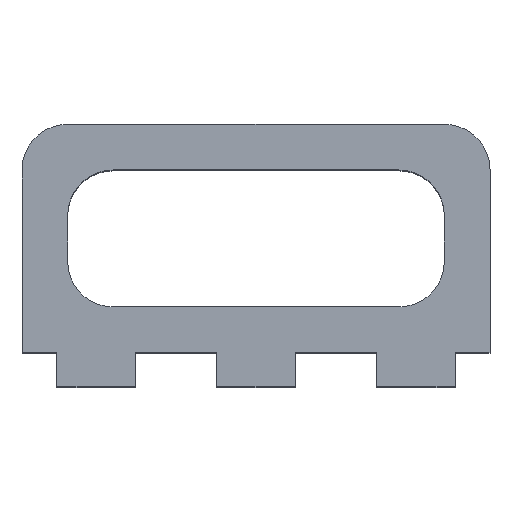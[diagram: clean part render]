
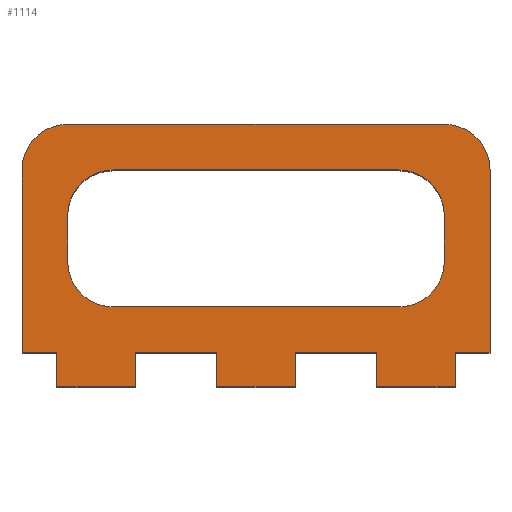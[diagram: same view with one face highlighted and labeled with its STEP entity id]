
A CAD part, top view. The second image highlights one B-rep face of the part: STEP entity #1114.
In plain terms, the highlighted planar face has unit normal (0, 0, 1).
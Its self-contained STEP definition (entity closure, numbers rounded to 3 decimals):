
#26=FACE_BOUND('',#186,.T.);
#70=PLANE('',#1210);
#126=FACE_OUTER_BOUND('',#185,.T.);
#185=EDGE_LOOP('',(#1021,#1022,#1023,#1024,#1025,#1026,#1027,#1028,#1029,
#1030,#1031,#1032,#1033,#1034,#1035,#1036,#1037,#1038));
#186=EDGE_LOOP('',(#1039,#1040,#1041,#1042,#1043,#1044,#1045,#1046));
#257=LINE('',#1684,#389);
#261=LINE('',#1696,#393);
#265=LINE('',#1708,#397);
#270=LINE('',#1723,#402);
#288=LINE('',#1764,#420);
#291=LINE('',#1773,#423);
#293=LINE('',#1776,#425);
#294=LINE('',#1779,#426);
#296=LINE('',#1783,#428);
#298=LINE('',#1787,#430);
#300=LINE('',#1791,#432);
#302=LINE('',#1795,#434);
#304=LINE('',#1799,#436);
#306=LINE('',#1803,#438);
#308=LINE('',#1807,#440);
#310=LINE('',#1811,#442);
#312=LINE('',#1815,#444);
#314=LINE('',#1819,#446);
#316=LINE('',#1823,#448);
#318=LINE('',#1826,#450);
#389=VECTOR('',#1374,10.);
#393=VECTOR('',#1386,10.);
#397=VECTOR('',#1398,10.);
#402=VECTOR('',#1411,10.);
#420=VECTOR('',#1441,10.);
#423=VECTOR('',#1450,10.);
#425=VECTOR('',#1454,10.);
#426=VECTOR('',#1457,10.);
#428=VECTOR('',#1461,10.);
#430=VECTOR('',#1465,10.);
#432=VECTOR('',#1469,10.);
#434=VECTOR('',#1473,10.);
#436=VECTOR('',#1477,10.);
#438=VECTOR('',#1481,10.);
#440=VECTOR('',#1485,10.);
#442=VECTOR('',#1489,10.);
#444=VECTOR('',#1493,10.);
#446=VECTOR('',#1497,10.);
#448=VECTOR('',#1501,10.);
#450=VECTOR('',#1505,10.);
#464=CIRCLE('',#1173,4.);
#466=CIRCLE('',#1177,4.);
#468=CIRCLE('',#1181,4.);
#469=CIRCLE('',#1184,4.);
#473=CIRCLE('',#1191,4.);
#474=CIRCLE('',#1194,4.);
#529=VERTEX_POINT('',#1674);
#530=VERTEX_POINT('',#1676);
#532=VERTEX_POINT('',#1682);
#534=VERTEX_POINT('',#1688);
#536=VERTEX_POINT('',#1694);
#538=VERTEX_POINT('',#1700);
#540=VERTEX_POINT('',#1706);
#541=VERTEX_POINT('',#1710);
#542=VERTEX_POINT('',#1711);
#546=VERTEX_POINT('',#1721);
#563=VERTEX_POINT('',#1760);
#564=VERTEX_POINT('',#1766);
#565=VERTEX_POINT('',#1767);
#566=VERTEX_POINT('',#1772);
#567=VERTEX_POINT('',#1778);
#568=VERTEX_POINT('',#1782);
#569=VERTEX_POINT('',#1786);
#570=VERTEX_POINT('',#1790);
#571=VERTEX_POINT('',#1794);
#572=VERTEX_POINT('',#1798);
#573=VERTEX_POINT('',#1802);
#574=VERTEX_POINT('',#1806);
#575=VERTEX_POINT('',#1810);
#576=VERTEX_POINT('',#1814);
#577=VERTEX_POINT('',#1818);
#578=VERTEX_POINT('',#1822);
#659=EDGE_CURVE('',#529,#530,#464,.T.);
#663=EDGE_CURVE('',#529,#532,#257,.T.);
#666=EDGE_CURVE('',#534,#532,#466,.T.);
#669=EDGE_CURVE('',#534,#536,#261,.T.);
#672=EDGE_CURVE('',#538,#536,#468,.T.);
#675=EDGE_CURVE('',#538,#540,#265,.T.);
#676=EDGE_CURVE('',#541,#542,#469,.T.);
#682=EDGE_CURVE('',#541,#546,#270,.T.);
#702=EDGE_CURVE('',#563,#540,#473,.T.);
#703=EDGE_CURVE('',#563,#530,#288,.T.);
#704=EDGE_CURVE('',#564,#565,#474,.T.);
#707=EDGE_CURVE('',#566,#565,#291,.T.);
#709=EDGE_CURVE('',#564,#542,#293,.T.);
#710=EDGE_CURVE('',#567,#566,#294,.T.);
#712=EDGE_CURVE('',#568,#567,#296,.T.);
#714=EDGE_CURVE('',#569,#568,#298,.T.);
#716=EDGE_CURVE('',#570,#569,#300,.T.);
#718=EDGE_CURVE('',#571,#570,#302,.T.);
#720=EDGE_CURVE('',#572,#571,#304,.T.);
#722=EDGE_CURVE('',#573,#572,#306,.T.);
#724=EDGE_CURVE('',#574,#573,#308,.T.);
#726=EDGE_CURVE('',#575,#574,#310,.T.);
#728=EDGE_CURVE('',#576,#575,#312,.T.);
#730=EDGE_CURVE('',#577,#576,#314,.T.);
#732=EDGE_CURVE('',#578,#577,#316,.T.);
#734=EDGE_CURVE('',#546,#578,#318,.T.);
#1021=ORIENTED_EDGE('',*,*,#676,.F.);
#1022=ORIENTED_EDGE('',*,*,#682,.T.);
#1023=ORIENTED_EDGE('',*,*,#734,.T.);
#1024=ORIENTED_EDGE('',*,*,#732,.T.);
#1025=ORIENTED_EDGE('',*,*,#730,.T.);
#1026=ORIENTED_EDGE('',*,*,#728,.T.);
#1027=ORIENTED_EDGE('',*,*,#726,.T.);
#1028=ORIENTED_EDGE('',*,*,#724,.T.);
#1029=ORIENTED_EDGE('',*,*,#722,.T.);
#1030=ORIENTED_EDGE('',*,*,#720,.T.);
#1031=ORIENTED_EDGE('',*,*,#718,.T.);
#1032=ORIENTED_EDGE('',*,*,#716,.T.);
#1033=ORIENTED_EDGE('',*,*,#714,.T.);
#1034=ORIENTED_EDGE('',*,*,#712,.T.);
#1035=ORIENTED_EDGE('',*,*,#710,.T.);
#1036=ORIENTED_EDGE('',*,*,#707,.T.);
#1037=ORIENTED_EDGE('',*,*,#704,.F.);
#1038=ORIENTED_EDGE('',*,*,#709,.T.);
#1039=ORIENTED_EDGE('',*,*,#703,.T.);
#1040=ORIENTED_EDGE('',*,*,#659,.F.);
#1041=ORIENTED_EDGE('',*,*,#663,.T.);
#1042=ORIENTED_EDGE('',*,*,#666,.F.);
#1043=ORIENTED_EDGE('',*,*,#669,.T.);
#1044=ORIENTED_EDGE('',*,*,#672,.F.);
#1045=ORIENTED_EDGE('',*,*,#675,.T.);
#1046=ORIENTED_EDGE('',*,*,#702,.F.);
#1114=ADVANCED_FACE('',(#126,#26),#70,.T.);
#1173=AXIS2_PLACEMENT_3D('',#1677,#1367,#1368);
#1177=AXIS2_PLACEMENT_3D('',#1690,#1380,#1381);
#1181=AXIS2_PLACEMENT_3D('',#1702,#1392,#1393);
#1184=AXIS2_PLACEMENT_3D('',#1712,#1401,#1402);
#1191=AXIS2_PLACEMENT_3D('',#1762,#1437,#1438);
#1194=AXIS2_PLACEMENT_3D('',#1768,#1444,#1445);
#1210=AXIS2_PLACEMENT_3D('',#1827,#1506,#1507);
#1367=DIRECTION('center_axis',(0.,0.,1.));
#1368=DIRECTION('ref_axis',(0.707,-0.707,0.));
#1374=DIRECTION('',(-1.,0.,0.));
#1380=DIRECTION('center_axis',(0.,0.,1.));
#1381=DIRECTION('ref_axis',(-0.707,-0.707,0.));
#1386=DIRECTION('',(0.,1.,0.));
#1392=DIRECTION('center_axis',(0.,0.,1.));
#1393=DIRECTION('ref_axis',(-0.707,0.707,0.));
#1398=DIRECTION('',(1.,0.,0.));
#1401=DIRECTION('center_axis',(0.,0.,-1.));
#1402=DIRECTION('ref_axis',(-0.707,0.707,0.));
#1411=DIRECTION('',(0.,-1.,0.));
#1437=DIRECTION('center_axis',(0.,0.,1.));
#1438=DIRECTION('ref_axis',(0.707,0.707,0.));
#1441=DIRECTION('',(0.,-1.,0.));
#1444=DIRECTION('center_axis',(0.,0.,-1.));
#1445=DIRECTION('ref_axis',(0.707,0.707,0.));
#1450=DIRECTION('',(0.,1.,0.));
#1454=DIRECTION('',(-1.,0.,0.));
#1457=DIRECTION('',(1.,0.,0.));
#1461=DIRECTION('',(0.,1.,0.));
#1465=DIRECTION('',(1.,0.,0.));
#1469=DIRECTION('',(0.,-1.,0.));
#1473=DIRECTION('',(1.,0.,0.));
#1477=DIRECTION('',(0.,1.,0.));
#1481=DIRECTION('',(1.,0.,0.));
#1485=DIRECTION('',(0.,-1.,0.));
#1489=DIRECTION('',(1.,0.,0.));
#1493=DIRECTION('',(0.,1.,0.));
#1497=DIRECTION('',(1.,0.,0.));
#1501=DIRECTION('',(0.,-1.,0.));
#1505=DIRECTION('',(1.,0.,0.));
#1506=DIRECTION('center_axis',(0.,0.,1.));
#1507=DIRECTION('ref_axis',(1.,0.,0.));
#1674=CARTESIAN_POINT('',(-47.455,7.,21.));
#1676=CARTESIAN_POINT('',(-43.455,11.,21.));
#1677=CARTESIAN_POINT('Origin',(-47.455,11.,21.));
#1682=CARTESIAN_POINT('',(-72.455,7.,21.));
#1684=CARTESIAN_POINT('',(-76.455,7.,21.));
#1688=CARTESIAN_POINT('',(-76.455,11.,21.));
#1690=CARTESIAN_POINT('Origin',(-72.455,11.,21.));
#1694=CARTESIAN_POINT('',(-76.455,15.,21.));
#1696=CARTESIAN_POINT('',(-76.455,19.,21.));
#1700=CARTESIAN_POINT('',(-72.455,19.,21.));
#1702=CARTESIAN_POINT('Origin',(-72.455,15.,21.));
#1706=CARTESIAN_POINT('',(-47.455,19.,21.));
#1708=CARTESIAN_POINT('',(-43.455,19.,21.));
#1710=CARTESIAN_POINT('',(-80.455,19.,21.));
#1711=CARTESIAN_POINT('',(-76.455,23.,21.));
#1712=CARTESIAN_POINT('Origin',(-76.455,19.,21.));
#1721=CARTESIAN_POINT('',(-80.455,3.,21.));
#1723=CARTESIAN_POINT('',(-80.455,3.,21.));
#1760=CARTESIAN_POINT('',(-43.455,15.,21.));
#1762=CARTESIAN_POINT('Origin',(-47.455,15.,21.));
#1764=CARTESIAN_POINT('',(-43.455,7.,21.));
#1766=CARTESIAN_POINT('',(-43.455,23.,21.));
#1767=CARTESIAN_POINT('',(-39.455,19.,21.));
#1768=CARTESIAN_POINT('Origin',(-43.455,19.,21.));
#1772=CARTESIAN_POINT('',(-39.455,3.,21.));
#1773=CARTESIAN_POINT('',(-39.455,23.,21.));
#1776=CARTESIAN_POINT('',(-80.455,23.,21.));
#1778=CARTESIAN_POINT('',(-42.505,3.,21.));
#1779=CARTESIAN_POINT('',(-42.455,3.,21.));
#1782=CARTESIAN_POINT('',(-42.505,0.,21.));
#1783=CARTESIAN_POINT('',(-42.505,3.,21.));
#1786=CARTESIAN_POINT('',(-49.405,0.,21.));
#1787=CARTESIAN_POINT('',(-49.455,0.,21.));
#1790=CARTESIAN_POINT('',(-49.405,3.,21.));
#1791=CARTESIAN_POINT('',(-49.405,3.,21.));
#1794=CARTESIAN_POINT('',(-56.505,3.,21.));
#1795=CARTESIAN_POINT('',(-56.455,3.,21.));
#1798=CARTESIAN_POINT('',(-56.505,0.,21.));
#1799=CARTESIAN_POINT('',(-56.505,3.,21.));
#1802=CARTESIAN_POINT('',(-63.405,0.,21.));
#1803=CARTESIAN_POINT('',(-63.455,0.,21.));
#1806=CARTESIAN_POINT('',(-63.405,3.,21.));
#1807=CARTESIAN_POINT('',(-63.405,3.,21.));
#1810=CARTESIAN_POINT('',(-70.505,3.,21.));
#1811=CARTESIAN_POINT('',(-70.455,3.,21.));
#1814=CARTESIAN_POINT('',(-70.505,0.,21.));
#1815=CARTESIAN_POINT('',(-70.505,3.,21.));
#1818=CARTESIAN_POINT('',(-77.405,0.,21.));
#1819=CARTESIAN_POINT('',(-77.455,0.,21.));
#1822=CARTESIAN_POINT('',(-77.405,3.,21.));
#1823=CARTESIAN_POINT('',(-77.405,3.,21.));
#1826=CARTESIAN_POINT('',(-77.455,3.,21.));
#1827=CARTESIAN_POINT('Origin',(-59.955,11.5,21.));
